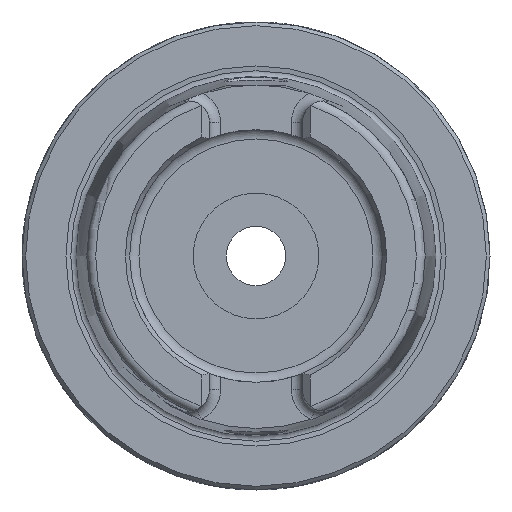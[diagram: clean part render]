
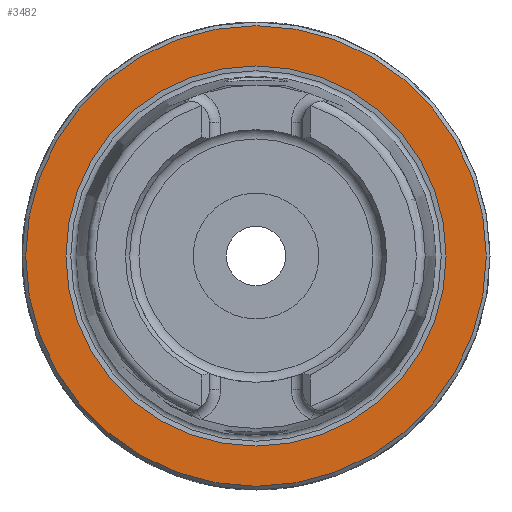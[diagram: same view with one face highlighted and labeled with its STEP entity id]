
A CAD part, left-side view. The second image highlights one B-rep face of the part: STEP entity #3482.
In plain terms, the highlighted planar face has unit normal (-1, 0, 0).
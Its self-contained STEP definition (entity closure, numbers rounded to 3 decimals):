
#180=FACE_BOUND('',#672,.T.);
#228=PLANE('',#3888);
#461=FACE_OUTER_BOUND('',#671,.T.);
#671=EDGE_LOOP('',(#2875));
#672=EDGE_LOOP('',(#2876));
#1263=CIRCLE('',#3887,25.588);
#1264=CIRCLE('',#3889,31.);
#1553=VERTEX_POINT('',#6565);
#1554=VERTEX_POINT('',#6569);
#2018=EDGE_CURVE('',#1553,#1553,#1263,.T.);
#2019=EDGE_CURVE('',#1554,#1554,#1264,.T.);
#2875=ORIENTED_EDGE('',*,*,#2019,.F.);
#2876=ORIENTED_EDGE('',*,*,#2018,.T.);
#3482=ADVANCED_FACE('',(#461,#180),#228,.T.);
#3887=AXIS2_PLACEMENT_3D('',#6567,#4678,#4679);
#3888=AXIS2_PLACEMENT_3D('',#6568,#4680,#4681);
#3889=AXIS2_PLACEMENT_3D('',#6570,#4682,#4683);
#4678=DIRECTION('center_axis',(1.,0.,0.));
#4679=DIRECTION('ref_axis',(0.,0.,-1.));
#4680=DIRECTION('center_axis',(-1.,0.,0.));
#4681=DIRECTION('ref_axis',(0.,0.,1.));
#4682=DIRECTION('center_axis',(1.,0.,0.));
#4683=DIRECTION('ref_axis',(0.,0.,-1.));
#6565=CARTESIAN_POINT('',(0.,-25.588,0.));
#6567=CARTESIAN_POINT('Origin',(0.,0.,0.));
#6568=CARTESIAN_POINT('Origin',(0.,31.,0.));
#6569=CARTESIAN_POINT('',(0.,-31.,0.));
#6570=CARTESIAN_POINT('Origin',(0.,0.,0.));
